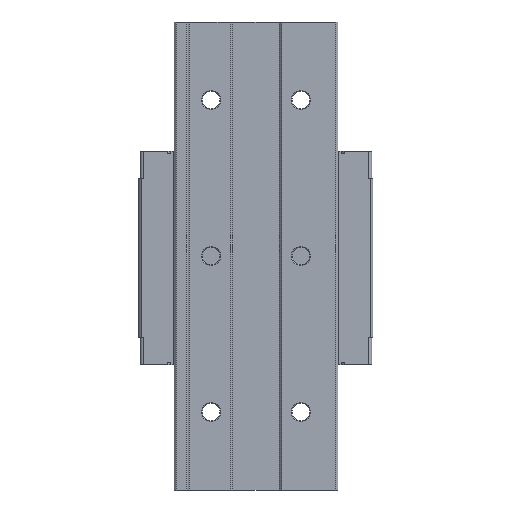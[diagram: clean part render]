
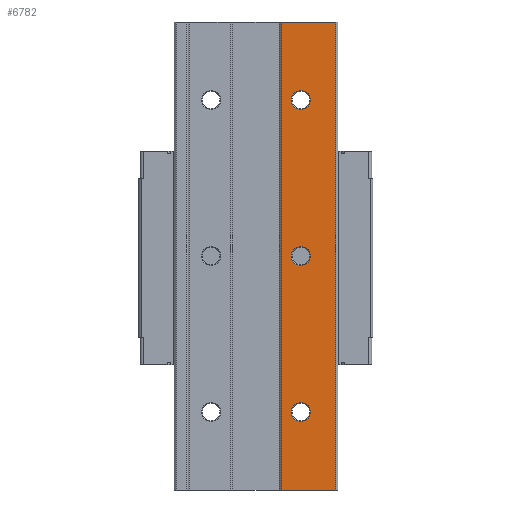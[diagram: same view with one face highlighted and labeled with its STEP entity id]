
A CAD part, front view. The second image highlights one B-rep face of the part: STEP entity #6782.
In plain terms, the highlighted planar face has unit normal (0, -1, 0).
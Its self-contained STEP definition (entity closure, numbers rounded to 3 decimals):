
#5 = CARTESIAN_POINT ( 'NONE',  ( 6.6, -5., -120. ) ) ;
#184 = VERTEX_POINT ( 'NONE', #11248 ) ;
#212 = ORIENTED_EDGE ( 'NONE', *, *, #6617, .T. ) ;
#227 = CARTESIAN_POINT ( 'NONE',  ( 6.6, -5., 0. ) ) ;
#247 = EDGE_LOOP ( 'NONE', ( #11474, #212 ) ) ;
#557 = CARTESIAN_POINT ( 'NONE',  ( 11.5, -5., -102.45 ) ) ;
#707 = VECTOR ( 'NONE', #6693, 1000. ) ;
#715 = VERTEX_POINT ( 'NONE', #13766 ) ;
#740 = VERTEX_POINT ( 'NONE', #7419 ) ;
#866 = DIRECTION ( 'NONE',  ( 0., 1., 0. ) ) ;
#892 = ORIENTED_EDGE ( 'NONE', *, *, #13457, .T. ) ;
#1050 = PLANE ( 'NONE',  #5683 ) ;
#1148 = CIRCLE ( 'NONE', #2946, 2.45 ) ;
#1390 = VERTEX_POINT ( 'NONE', #11166 ) ;
#1482 = VECTOR ( 'NONE', #10228, 1000. ) ;
#1963 = EDGE_CURVE ( 'NONE', #8130, #10236, #8283, .T. ) ;
#2197 = AXIS2_PLACEMENT_3D ( 'NONE', #5890, #2635, #6939 ) ;
#2635 = DIRECTION ( 'NONE',  ( 0., 1., 0. ) ) ;
#2946 = AXIS2_PLACEMENT_3D ( 'NONE', #5803, #8106, #11283 ) ;
#3025 = FACE_OUTER_BOUND ( 'NONE', #11780, .T. ) ;
#3276 = ORIENTED_EDGE ( 'NONE', *, *, #11883, .T. ) ;
#3597 = CARTESIAN_POINT ( 'NONE',  ( 11.5, -5., -100. ) ) ;
#3701 = DIRECTION ( 'NONE',  ( 0., 1., 0. ) ) ;
#3732 = LINE ( 'NONE', #8040, #1482 ) ;
#3764 = DIRECTION ( 'NONE',  ( 0., 0., 1. ) ) ;
#4099 = ORIENTED_EDGE ( 'NONE', *, *, #11528, .F. ) ;
#4111 = DIRECTION ( 'NONE',  ( 0., 0., 1. ) ) ;
#4167 = VECTOR ( 'NONE', #8418, 1000. ) ;
#4217 = CARTESIAN_POINT ( 'NONE',  ( 11.5, -5., -22.45 ) ) ;
#4289 = FACE_BOUND ( 'NONE', #12047, .T. ) ;
#4474 = VERTEX_POINT ( 'NONE', #227 ) ;
#5113 = AXIS2_PLACEMENT_3D ( 'NONE', #10048, #3701, #3764 ) ;
#5683 = AXIS2_PLACEMENT_3D ( 'NONE', #12818, #13887, #12895 ) ;
#5707 = CARTESIAN_POINT ( 'NONE',  ( 0., -5., -120. ) ) ;
#5803 = CARTESIAN_POINT ( 'NONE',  ( 11.5, -5., -60. ) ) ;
#5855 = EDGE_CURVE ( 'NONE', #7233, #1390, #9500, .T. ) ;
#5890 = CARTESIAN_POINT ( 'NONE',  ( 11.5, -5., -100. ) ) ;
#6380 = LINE ( 'NONE', #5, #11843 ) ;
#6600 = AXIS2_PLACEMENT_3D ( 'NONE', #3597, #6855, #7901 ) ;
#6617 = EDGE_CURVE ( 'NONE', #1390, #7233, #1148, .T. ) ;
#6693 = DIRECTION ( 'NONE',  ( 1., 0., 0. ) ) ;
#6782 = ADVANCED_FACE ( 'NONE', ( #4289, #9643, #10569, #3025 ), #1050, .T. ) ;
#6855 = DIRECTION ( 'NONE',  ( 0., 1., 0. ) ) ;
#6870 = CARTESIAN_POINT ( 'NONE',  ( 11.5, -5., -62.45 ) ) ;
#6939 = DIRECTION ( 'NONE',  ( 0., 0., 1. ) ) ;
#6942 = ORIENTED_EDGE ( 'NONE', *, *, #10870, .F. ) ;
#7057 = ORIENTED_EDGE ( 'NONE', *, *, #12822, .T. ) ;
#7233 = VERTEX_POINT ( 'NONE', #6870 ) ;
#7419 = CARTESIAN_POINT ( 'NONE',  ( 6.6, -5., -120. ) ) ;
#7643 = EDGE_CURVE ( 'NONE', #184, #11599, #10422, .T. ) ;
#7663 = DIRECTION ( 'NONE',  ( 0., 0., 1. ) ) ;
#7882 = CARTESIAN_POINT ( 'NONE',  ( 11.5, -5., -17.55 ) ) ;
#7901 = DIRECTION ( 'NONE',  ( 0., 0., 1. ) ) ;
#8024 = ORIENTED_EDGE ( 'NONE', *, *, #12077, .T. ) ;
#8040 = CARTESIAN_POINT ( 'NONE',  ( 0., -5., 0. ) ) ;
#8106 = DIRECTION ( 'NONE',  ( 0., 1., 0. ) ) ;
#8130 = VERTEX_POINT ( 'NONE', #4217 ) ;
#8283 = CIRCLE ( 'NONE', #9862, 2.45 ) ;
#8418 = DIRECTION ( 'NONE',  ( 0., 0., 1. ) ) ;
#8866 = DIRECTION ( 'NONE',  ( 0., 1., 0. ) ) ;
#8913 = CARTESIAN_POINT ( 'NONE',  ( 20.5, -5., 0. ) ) ;
#9247 = ORIENTED_EDGE ( 'NONE', *, *, #1963, .T. ) ;
#9500 = CIRCLE ( 'NONE', #10188, 2.45 ) ;
#9643 = FACE_BOUND ( 'NONE', #247, .T. ) ;
#9771 = LINE ( 'NONE', #5707, #707 ) ;
#9862 = AXIS2_PLACEMENT_3D ( 'NONE', #13020, #8866, #7663 ) ;
#10048 = CARTESIAN_POINT ( 'NONE',  ( 11.5, -5., -20. ) ) ;
#10188 = AXIS2_PLACEMENT_3D ( 'NONE', #12776, #866, #13912 ) ;
#10228 = DIRECTION ( 'NONE',  ( 1., 0., 0. ) ) ;
#10236 = VERTEX_POINT ( 'NONE', #7882 ) ;
#10422 = CIRCLE ( 'NONE', #6600, 2.45 ) ;
#10556 = ORIENTED_EDGE ( 'NONE', *, *, #7643, .T. ) ;
#10569 = FACE_BOUND ( 'NONE', #10876, .T. ) ;
#10870 = EDGE_CURVE ( 'NONE', #740, #4474, #6380, .T. ) ;
#10876 = EDGE_LOOP ( 'NONE', ( #7057, #10556 ) ) ;
#11166 = CARTESIAN_POINT ( 'NONE',  ( 11.5, -5., -57.55 ) ) ;
#11189 = CIRCLE ( 'NONE', #5113, 2.45 ) ;
#11248 = CARTESIAN_POINT ( 'NONE',  ( 11.5, -5., -97.55 ) ) ;
#11283 = DIRECTION ( 'NONE',  ( 0., 0., 1. ) ) ;
#11474 = ORIENTED_EDGE ( 'NONE', *, *, #5855, .T. ) ;
#11528 = EDGE_CURVE ( 'NONE', #4474, #12780, #3732, .T. ) ;
#11599 = VERTEX_POINT ( 'NONE', #557 ) ;
#11660 = CIRCLE ( 'NONE', #2197, 2.45 ) ;
#11780 = EDGE_LOOP ( 'NONE', ( #892, #8024, #4099, #6942 ) ) ;
#11843 = VECTOR ( 'NONE', #4111, 1000. ) ;
#11883 = EDGE_CURVE ( 'NONE', #10236, #8130, #11189, .T. ) ;
#12047 = EDGE_LOOP ( 'NONE', ( #9247, #3276 ) ) ;
#12077 = EDGE_CURVE ( 'NONE', #715, #12780, #13638, .T. ) ;
#12776 = CARTESIAN_POINT ( 'NONE',  ( 11.5, -5., -60. ) ) ;
#12780 = VERTEX_POINT ( 'NONE', #8913 ) ;
#12818 = CARTESIAN_POINT ( 'NONE',  ( 0., -5., -120. ) ) ;
#12822 = EDGE_CURVE ( 'NONE', #11599, #184, #11660, .T. ) ;
#12895 = DIRECTION ( 'NONE',  ( 1., 0., 0. ) ) ;
#13020 = CARTESIAN_POINT ( 'NONE',  ( 11.5, -5., -20. ) ) ;
#13457 = EDGE_CURVE ( 'NONE', #740, #715, #9771, .T. ) ;
#13638 = LINE ( 'NONE', #13777, #4167 ) ;
#13766 = CARTESIAN_POINT ( 'NONE',  ( 20.5, -5., -120. ) ) ;
#13777 = CARTESIAN_POINT ( 'NONE',  ( 20.5, -5., 0. ) ) ;
#13887 = DIRECTION ( 'NONE',  ( 0., -1., 0. ) ) ;
#13912 = DIRECTION ( 'NONE',  ( 0., 0., 1. ) ) ;
